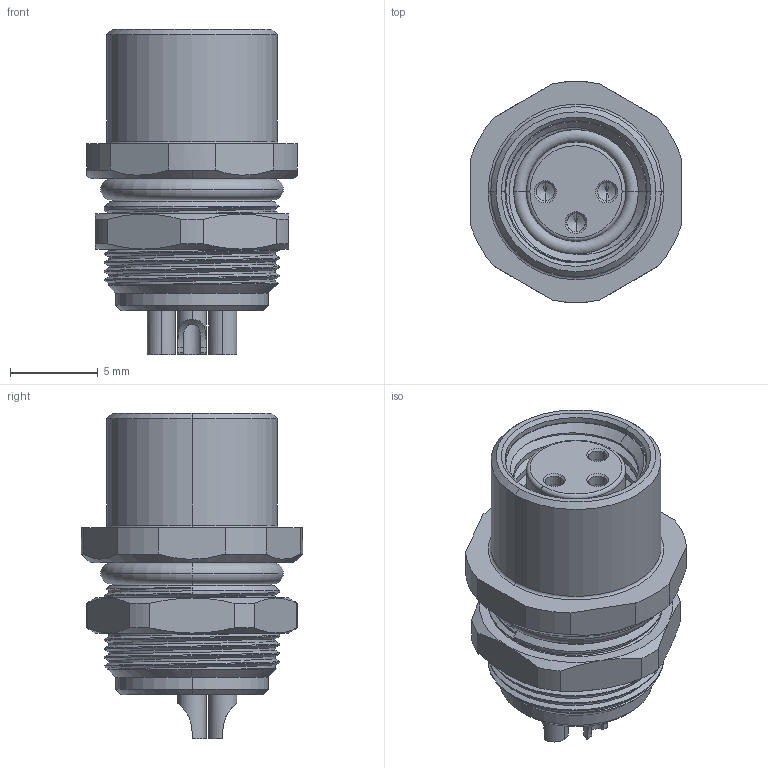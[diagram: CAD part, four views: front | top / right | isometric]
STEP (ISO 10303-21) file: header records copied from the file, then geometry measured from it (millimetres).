
FILE_DESCRIPTION((''),'2;1');
FILE_NAME('3P-K133_','2025-09-09T',('gongcheng16'),(''),'PRO/ENGINEER BY PARAMETRIC TECHNOLOGY CORPORATION, 2010280','PRO/ENGINEER BY PARAMETRIC TECHNOLOGY CORPORATION, 2010280','');
FILE_SCHEMA(('CONFIG_CONTROL_DESIGN'));
Products named in the file (1): 3P-K133_
Bounding box: 12 x 12.6 x 18.5 mm (x, y, z)
Volume: 253.8 mm3; surface area: 10078.3 mm2
Topology: 1 solids, 72 shells, 1211 faces, 3335 edges, 2160 vertices
Faces by surface type: cylinder 477, plane 322, cone 257, bspline 105, torus 50
Entity records: 76320 total; most frequent: CARTESIAN_POINT 47277, ORIENTED_EDGE 6058, DIRECTION 5624, EDGE_CURVE 3323, AXIS2_PLACEMENT_3D 2193, VERTEX_POINT 2160, EDGE_LOOP 1297, VECTOR 1238
